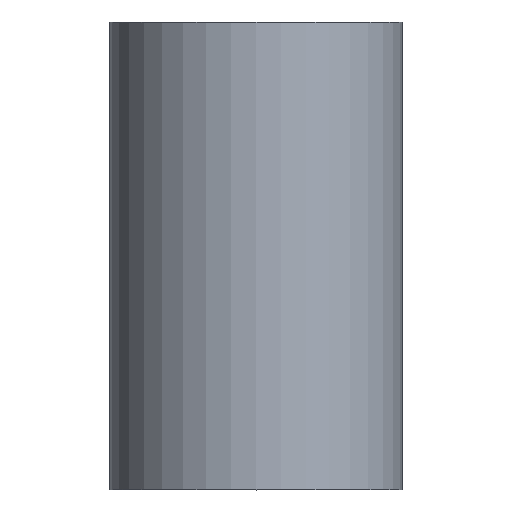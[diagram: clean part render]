
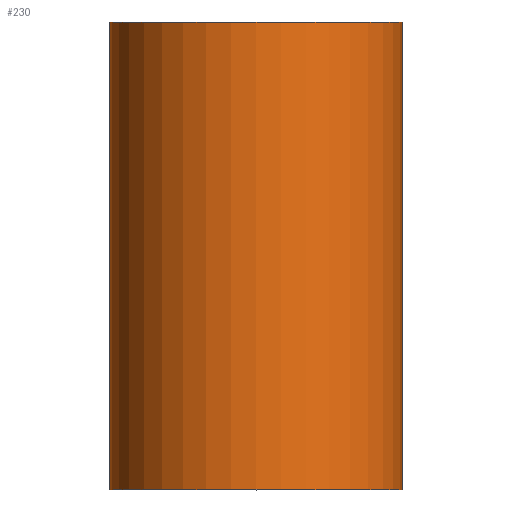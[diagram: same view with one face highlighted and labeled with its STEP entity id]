
A CAD part, top view. The second image highlights one B-rep face of the part: STEP entity #230.
In plain terms, the highlighted cylindrical face has radius 50 mm (diameter 100 mm), a full revolution.
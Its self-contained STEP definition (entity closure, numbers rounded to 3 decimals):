
#43=FACE_BOUND('',#98,.T.);
#63=FACE_OUTER_BOUND('',#97,.T.);
#97=EDGE_LOOP('',(#197));
#98=EDGE_LOOP('',(#198));
#124=CIRCLE('',#269,50.);
#125=CIRCLE('',#270,50.);
#144=VERTEX_POINT('',#407);
#145=VERTEX_POINT('',#409);
#164=EDGE_CURVE('',#144,#144,#124,.T.);
#165=EDGE_CURVE('',#145,#145,#125,.T.);
#197=ORIENTED_EDGE('',*,*,#164,.F.);
#198=ORIENTED_EDGE('',*,*,#165,.T.);
#215=CYLINDRICAL_SURFACE('',#268,50.);
#230=ADVANCED_FACE('',(#63,#43),#215,.T.);
#268=AXIS2_PLACEMENT_3D('',#406,#342,#343);
#269=AXIS2_PLACEMENT_3D('',#408,#344,#345);
#270=AXIS2_PLACEMENT_3D('',#410,#346,#347);
#342=DIRECTION('center_axis',(0.,1.,0.));
#343=DIRECTION('ref_axis',(1.,0.,0.));
#344=DIRECTION('center_axis',(0.,1.,0.));
#345=DIRECTION('ref_axis',(1.,0.,0.));
#346=DIRECTION('center_axis',(0.,1.,0.));
#347=DIRECTION('ref_axis',(1.,0.,0.));
#406=CARTESIAN_POINT('Origin',(-450.,0.,250.));
#407=CARTESIAN_POINT('',(-500.,160.,250.));
#408=CARTESIAN_POINT('Origin',(-450.,160.,250.));
#409=CARTESIAN_POINT('',(-500.,0.,250.));
#410=CARTESIAN_POINT('Origin',(-450.,0.,250.));
